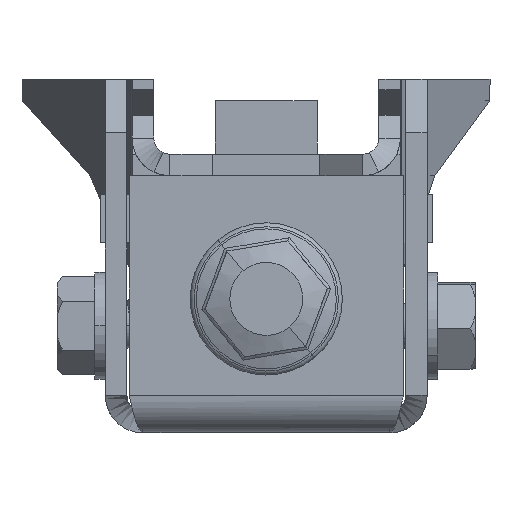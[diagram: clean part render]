
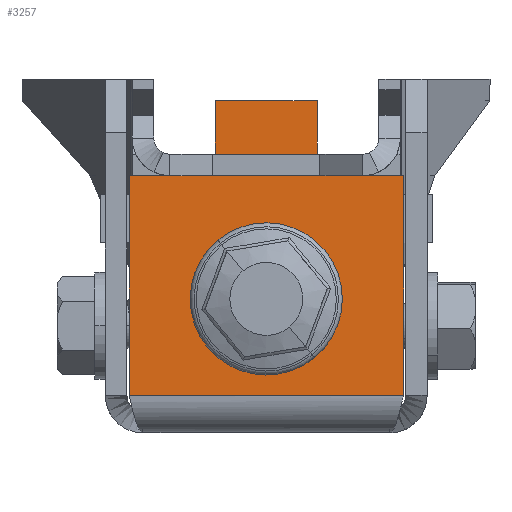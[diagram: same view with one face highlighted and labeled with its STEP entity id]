
A CAD part, left-side view. The second image highlights one B-rep face of the part: STEP entity #3257.
In plain terms, the highlighted planar face has unit normal (-1, 0, 0).
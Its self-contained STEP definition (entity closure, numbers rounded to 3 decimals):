
#102 = CARTESIAN_POINT ( 'NONE',  ( -157.5, 0., 3.5 ) ) ;
#388 = CARTESIAN_POINT ( 'NONE',  ( -157.5, 0., 12.5 ) ) ;
#534 = LINE ( 'NONE', #13469, #2643 ) ;
#816 = CARTESIAN_POINT ( 'NONE',  ( -157.5, 2.75, 24. ) ) ;
#882 = DIRECTION ( 'NONE',  ( 0., 0., 1. ) ) ;
#1009 = VERTEX_POINT ( 'NONE', #19478 ) ;
#1226 = VECTOR ( 'NONE', #18589, 1000. ) ;
#1532 = CARTESIAN_POINT ( 'NONE',  ( -157.5, 0., 9. ) ) ;
#1756 = ORIENTED_EDGE ( 'NONE', *, *, #20681, .T. ) ;
#1819 = EDGE_CURVE ( 'NONE', #12912, #20481, #23723, .T. ) ;
#2278 = VERTEX_POINT ( 'NONE', #8100 ) ;
#2426 = CARTESIAN_POINT ( 'NONE',  ( -157.5, -12.8, 3.5 ) ) ;
#2458 = DIRECTION ( 'NONE',  ( 0., -1., 0. ) ) ;
#2616 = CARTESIAN_POINT ( 'NONE',  ( -157.5, -4.75, 26. ) ) ;
#2643 = VECTOR ( 'NONE', #2458, 1000. ) ;
#3018 = DIRECTION ( 'NONE',  ( 0., -1., 0. ) ) ;
#3127 = CARTESIAN_POINT ( 'NONE',  ( -157.5, 4.75, 26. ) ) ;
#3257 = ADVANCED_FACE ( 'NONE', ( #16219, #12602 ), #5110, .T. ) ;
#3645 = VECTOR ( 'NONE', #8931, 1000. ) ;
#3674 = ORIENTED_EDGE ( 'NONE', *, *, #16016, .T. ) ;
#3727 = CARTESIAN_POINT ( 'NONE',  ( -157.5, -12.8, 3.5 ) ) ;
#4127 = DIRECTION ( 'NONE',  ( -1., 0., 0. ) ) ;
#4275 = EDGE_LOOP ( 'NONE', ( #23758, #18819 ) ) ;
#4342 = DIRECTION ( 'NONE',  ( 0., -1., 0. ) ) ;
#4346 = LINE ( 'NONE', #11714, #22321 ) ;
#4456 = DIRECTION ( 'NONE',  ( 0., 0., 1. ) ) ;
#4530 = CARTESIAN_POINT ( 'NONE',  ( -157.5, 4.75, 26. ) ) ;
#4603 = LINE ( 'NONE', #8602, #21648 ) ;
#4952 = ORIENTED_EDGE ( 'NONE', *, *, #14635, .T. ) ;
#4976 = CARTESIAN_POINT ( 'NONE',  ( -157.5, 4.75, 31. ) ) ;
#5110 = PLANE ( 'NONE',  #9580 ) ;
#5175 = DIRECTION ( 'NONE',  ( 0., -1., 0. ) ) ;
#5500 = AXIS2_PLACEMENT_3D ( 'NONE', #388, #4127, #16944 ) ;
#5790 = EDGE_CURVE ( 'NONE', #22634, #2278, #4603, .T. ) ;
#5855 = VECTOR ( 'NONE', #13933, 1000. ) ;
#6003 = EDGE_CURVE ( 'NONE', #21586, #21395, #18826, .T. ) ;
#6246 = ORIENTED_EDGE ( 'NONE', *, *, #8624, .T. ) ;
#6354 = VERTEX_POINT ( 'NONE', #1532 ) ;
#6764 = CARTESIAN_POINT ( 'NONE',  ( -157.5, 0., 16. ) ) ;
#8100 = CARTESIAN_POINT ( 'NONE',  ( -157.5, -4.75, 31. ) ) ;
#8256 = EDGE_CURVE ( 'NONE', #11337, #21395, #18277, .T. ) ;
#8368 = CARTESIAN_POINT ( 'NONE',  ( -157.5, -11.5, 24. ) ) ;
#8602 = CARTESIAN_POINT ( 'NONE',  ( -157.5, -4.75, 26. ) ) ;
#8624 = EDGE_CURVE ( 'NONE', #21563, #22205, #12673, .T. ) ;
#8645 = EDGE_CURVE ( 'NONE', #12892, #11337, #16299, .T. ) ;
#8931 = DIRECTION ( 'NONE',  ( 0., -1., 0. ) ) ;
#9580 = AXIS2_PLACEMENT_3D ( 'NONE', #19842, #18005, #19956 ) ;
#9992 = ORIENTED_EDGE ( 'NONE', *, *, #8645, .T. ) ;
#10072 = ORIENTED_EDGE ( 'NONE', *, *, #16422, .T. ) ;
#10104 = VECTOR ( 'NONE', #4342, 1000. ) ;
#10519 = LINE ( 'NONE', #3127, #16923 ) ;
#10988 = VECTOR ( 'NONE', #5175, 1000. ) ;
#11337 = VERTEX_POINT ( 'NONE', #12808 ) ;
#11474 = LINE ( 'NONE', #3727, #1226 ) ;
#11714 = CARTESIAN_POINT ( 'NONE',  ( -157.5, 12.8, 3.5 ) ) ;
#11969 = DIRECTION ( 'NONE',  ( -1., 0., 0. ) ) ;
#12120 = CARTESIAN_POINT ( 'NONE',  ( -157.5, -2.75, 25. ) ) ;
#12367 = CARTESIAN_POINT ( 'NONE',  ( -157.5, 2.75, 25. ) ) ;
#12494 = DIRECTION ( 'NONE',  ( 0., 0., 1. ) ) ;
#12602 = FACE_OUTER_BOUND ( 'NONE', #20234, .T. ) ;
#12673 = LINE ( 'NONE', #102, #3645 ) ;
#12797 = CARTESIAN_POINT ( 'NONE',  ( -157.5, 2.75, 26. ) ) ;
#12808 = CARTESIAN_POINT ( 'NONE',  ( -157.5, 2.75, 26. ) ) ;
#12852 = VECTOR ( 'NONE', #3018, 1000. ) ;
#12892 = VERTEX_POINT ( 'NONE', #4530 ) ;
#12912 = VERTEX_POINT ( 'NONE', #21440 ) ;
#13166 = EDGE_CURVE ( 'NONE', #19904, #6354, #17793, .T. ) ;
#13426 = ORIENTED_EDGE ( 'NONE', *, *, #17356, .F. ) ;
#13469 = CARTESIAN_POINT ( 'NONE',  ( -157.5, -2.75, 26. ) ) ;
#13557 = DIRECTION ( 'NONE',  ( 0., 0., 1. ) ) ;
#13916 = DIRECTION ( 'NONE',  ( 0., 0., 1. ) ) ;
#13933 = DIRECTION ( 'NONE',  ( 0., 1., 0. ) ) ;
#14635 = EDGE_CURVE ( 'NONE', #22205, #19854, #11474, .T. ) ;
#15378 = EDGE_CURVE ( 'NONE', #6354, #19904, #18214, .T. ) ;
#15540 = EDGE_CURVE ( 'NONE', #12912, #19854, #21275, .T. ) ;
#16016 = EDGE_CURVE ( 'NONE', #1009, #12892, #10519, .T. ) ;
#16219 = FACE_BOUND ( 'NONE', #4275, .T. ) ;
#16299 = LINE ( 'NONE', #12797, #10988 ) ;
#16422 = EDGE_CURVE ( 'NONE', #20481, #22634, #534, .T. ) ;
#16923 = VECTOR ( 'NONE', #18230, 1000. ) ;
#16944 = DIRECTION ( 'NONE',  ( 0., 0., 1. ) ) ;
#17025 = AXIS2_PLACEMENT_3D ( 'NONE', #21137, #11969, #13557 ) ;
#17356 = EDGE_CURVE ( 'NONE', #21563, #21586, #4346, .T. ) ;
#17793 = CIRCLE ( 'NONE', #17025, 3.5 ) ;
#18005 = DIRECTION ( 'NONE',  ( -1., 0., 0. ) ) ;
#18214 = CIRCLE ( 'NONE', #5500, 3.5 ) ;
#18230 = DIRECTION ( 'NONE',  ( 0., 0., -1. ) ) ;
#18277 = CIRCLE ( 'NONE', #23706, 1. ) ;
#18589 = DIRECTION ( 'NONE',  ( 0., 0., 1. ) ) ;
#18754 = CARTESIAN_POINT ( 'NONE',  ( -157.5, -2.75, 26. ) ) ;
#18819 = ORIENTED_EDGE ( 'NONE', *, *, #15378, .F. ) ;
#18826 = LINE ( 'NONE', #18946, #10104 ) ;
#18946 = CARTESIAN_POINT ( 'NONE',  ( -157.5, -11.5, 24. ) ) ;
#19478 = CARTESIAN_POINT ( 'NONE',  ( -157.5, 4.75, 31. ) ) ;
#19522 = ORIENTED_EDGE ( 'NONE', *, *, #5790, .T. ) ;
#19842 = CARTESIAN_POINT ( 'NONE',  ( -157.5, 0., 0. ) ) ;
#19854 = VERTEX_POINT ( 'NONE', #23327 ) ;
#19904 = VERTEX_POINT ( 'NONE', #6764 ) ;
#19956 = DIRECTION ( 'NONE',  ( 0., 0., 1. ) ) ;
#20234 = EDGE_LOOP ( 'NONE', ( #21082, #13426, #6246, #4952, #22715, #23323, #10072, #19522, #1756, #3674, #9992, #21377 ) ) ;
#20481 = VERTEX_POINT ( 'NONE', #18754 ) ;
#20681 = EDGE_CURVE ( 'NONE', #2278, #1009, #21289, .T. ) ;
#21082 = ORIENTED_EDGE ( 'NONE', *, *, #6003, .F. ) ;
#21137 = CARTESIAN_POINT ( 'NONE',  ( -157.5, 0., 12.5 ) ) ;
#21275 = LINE ( 'NONE', #8368, #12852 ) ;
#21289 = LINE ( 'NONE', #4976, #5855 ) ;
#21377 = ORIENTED_EDGE ( 'NONE', *, *, #8256, .T. ) ;
#21395 = VERTEX_POINT ( 'NONE', #816 ) ;
#21440 = CARTESIAN_POINT ( 'NONE',  ( -157.5, -2.75, 24. ) ) ;
#21467 = CARTESIAN_POINT ( 'NONE',  ( -157.5, 12.8, 3.5 ) ) ;
#21563 = VERTEX_POINT ( 'NONE', #21467 ) ;
#21586 = VERTEX_POINT ( 'NONE', #22187 ) ;
#21648 = VECTOR ( 'NONE', #13916, 1000. ) ;
#21663 = DIRECTION ( 'NONE',  ( 1., 0., 0. ) ) ;
#22187 = CARTESIAN_POINT ( 'NONE',  ( -157.5, 12.8, 24. ) ) ;
#22205 = VERTEX_POINT ( 'NONE', #2426 ) ;
#22321 = VECTOR ( 'NONE', #4456, 1000. ) ;
#22558 = AXIS2_PLACEMENT_3D ( 'NONE', #12120, #22880, #882 ) ;
#22634 = VERTEX_POINT ( 'NONE', #2616 ) ;
#22715 = ORIENTED_EDGE ( 'NONE', *, *, #15540, .F. ) ;
#22880 = DIRECTION ( 'NONE',  ( 1., 0., 0. ) ) ;
#23323 = ORIENTED_EDGE ( 'NONE', *, *, #1819, .T. ) ;
#23327 = CARTESIAN_POINT ( 'NONE',  ( -157.5, -12.8, 24. ) ) ;
#23706 = AXIS2_PLACEMENT_3D ( 'NONE', #12367, #21663, #12494 ) ;
#23723 = CIRCLE ( 'NONE', #22558, 1. ) ;
#23758 = ORIENTED_EDGE ( 'NONE', *, *, #13166, .F. ) ;
